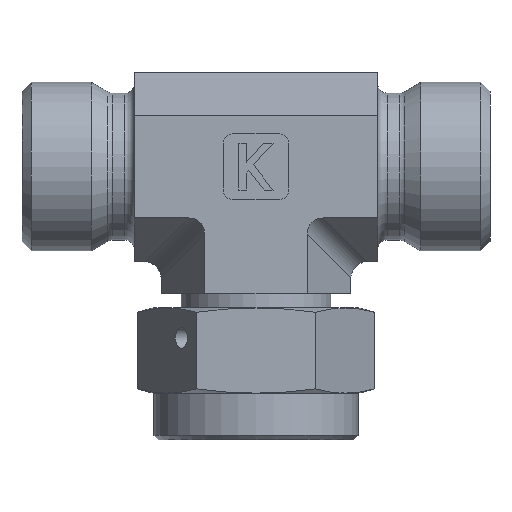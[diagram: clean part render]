
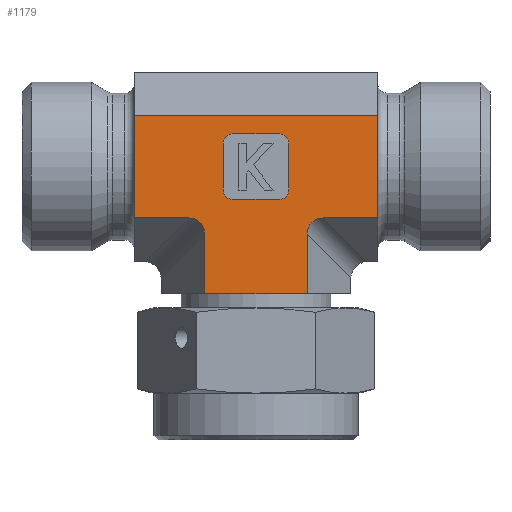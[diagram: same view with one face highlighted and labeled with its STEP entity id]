
A CAD part, left-side view. The second image highlights one B-rep face of the part: STEP entity #1179.
In plain terms, the highlighted planar face has unit normal (-1, 0, 0).
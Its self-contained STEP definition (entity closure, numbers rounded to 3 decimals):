
#506=CARTESIAN_POINT('',(-28.485,15.029,3.9));
#507=VERTEX_POINT('',#506);
#508=CARTESIAN_POINT('',(-28.485,4.059,3.9));
#509=VERTEX_POINT('',#508);
#510=CARTESIAN_POINT('',(-28.485,15.029,3.9));
#511=DIRECTION('',(0.0,-1.0,0.0));
#512=VECTOR('',#511,10.97);
#513=LINE('',#510,#512);
#514=EDGE_CURVE('',#507,#509,#513,.T.);
#720=CARTESIAN_POINT('',(-28.485,15.029,10.283));
#721=VERTEX_POINT('',#720);
#722=CARTESIAN_POINT('',(-28.485,15.029,3.9));
#723=DIRECTION('',(0.0,0.0,1.0));
#724=VECTOR('',#723,6.383);
#725=LINE('',#722,#724);
#726=EDGE_CURVE('',#507,#721,#725,.T.);
#960=CARTESIAN_POINT('',(-28.485,22.544,12.015));
#961=VERTEX_POINT('',#960);
#970=CARTESIAN_POINT('',(-28.485,22.544,22.985));
#971=VERTEX_POINT('',#970);
#972=CARTESIAN_POINT('',(-28.485,22.544,22.985));
#973=DIRECTION('',(0.0,0.0,-1.0));
#974=VECTOR('',#973,10.97);
#975=LINE('',#972,#974);
#976=EDGE_CURVE('',#971,#961,#975,.T.);
#1027=CARTESIAN_POINT('',(-28.485,-3.456,22.985));
#1028=VERTEX_POINT('',#1027);
#1029=CARTESIAN_POINT('',(-28.485,22.544,22.985));
#1030=DIRECTION('',(0.0,-1.0,0.0));
#1031=VECTOR('',#1030,26.);
#1032=LINE('',#1029,#1031);
#1033=EDGE_CURVE('',#971,#1028,#1032,.T.);
#1052=CARTESIAN_POINT('',(-28.485,4.059,0.0));
#1053=DIRECTION('',(-1.0,0.0,0.0));
#1054=DIRECTION('',(0.0,0.0,1.0));
#1055=AXIS2_PLACEMENT_3D('',#1052,#1053,#1054);
#1056=PLANE('',#1055);
#1057=ORIENTED_EDGE('',*,*,#514,.T.);
#1058=CARTESIAN_POINT('',(-28.485,4.059,10.283));
#1059=VERTEX_POINT('',#1058);
#1060=CARTESIAN_POINT('',(-28.485,4.059,3.9));
#1061=DIRECTION('',(0.0,0.0,1.0));
#1062=VECTOR('',#1061,6.383);
#1063=LINE('',#1060,#1062);
#1064=EDGE_CURVE('',#509,#1059,#1063,.T.);
#1065=ORIENTED_EDGE('',*,*,#1064,.T.);
#1066=CARTESIAN_POINT('',(-28.485,2.327,12.015));
#1067=VERTEX_POINT('',#1066);
#1068=CARTESIAN_POINT('',(-28.485,1.75,9.706));
#1069=DIRECTION('',(-1.0,0.0,0.0));
#1070=DIRECTION('',(0.0,0.707,0.707));
#1071=AXIS2_PLACEMENT_3D('',#1068,#1069,#1070);
#1072=ELLIPSE('',#1071,2.582,2.0);
#1073=EDGE_CURVE('',#1067,#1059,#1072,.T.);
#1074=ORIENTED_EDGE('',*,*,#1073,.F.);
#1075=CARTESIAN_POINT('',(-28.485,-3.456,12.015));
#1076=VERTEX_POINT('',#1075);
#1077=CARTESIAN_POINT('',(-28.485,2.327,12.015));
#1078=DIRECTION('',(0.0,-1.0,0.0));
#1079=VECTOR('',#1078,5.783);
#1080=LINE('',#1077,#1079);
#1081=EDGE_CURVE('',#1067,#1076,#1080,.T.);
#1082=ORIENTED_EDGE('',*,*,#1081,.T.);
#1083=CARTESIAN_POINT('',(-28.485,-3.456,12.015));
#1084=DIRECTION('',(0.0,0.0,1.0));
#1085=VECTOR('',#1084,10.97);
#1086=LINE('',#1083,#1085);
#1087=EDGE_CURVE('',#1076,#1028,#1086,.T.);
#1088=ORIENTED_EDGE('',*,*,#1087,.T.);
#1089=ORIENTED_EDGE('',*,*,#1033,.F.);
#1090=ORIENTED_EDGE('',*,*,#976,.T.);
#1091=CARTESIAN_POINT('',(-28.485,16.761,12.015));
#1092=VERTEX_POINT('',#1091);
#1093=CARTESIAN_POINT('',(-28.485,16.761,12.015));
#1094=DIRECTION('',(0.0,1.0,0.0));
#1095=VECTOR('',#1094,5.783);
#1096=LINE('',#1093,#1095);
#1097=EDGE_CURVE('',#1092,#961,#1096,.T.);
#1098=ORIENTED_EDGE('',*,*,#1097,.F.);
#1099=CARTESIAN_POINT('',(-28.485,17.338,9.706));
#1100=DIRECTION('',(-1.0,0.0,0.0));
#1101=DIRECTION('',(0.0,-0.707,0.707));
#1102=AXIS2_PLACEMENT_3D('',#1099,#1100,#1101);
#1103=ELLIPSE('',#1102,2.582,2.0);
#1104=EDGE_CURVE('',#721,#1092,#1103,.T.);
#1105=ORIENTED_EDGE('',*,*,#1104,.F.);
#1106=ORIENTED_EDGE('',*,*,#726,.F.);
#1107=EDGE_LOOP('',(#1057,#1065,#1074,#1082,#1088,#1089,#1090,#1098,#1105,#1106));
#1108=FACE_OUTER_BOUND('',#1107,.T.);
#1109=CARTESIAN_POINT('',(-28.485,7.044,14.));
#1110=VERTEX_POINT('',#1109);
#1111=CARTESIAN_POINT('',(-28.485,12.044,14.));
#1112=VERTEX_POINT('',#1111);
#1113=CARTESIAN_POINT('',(-28.485,7.044,14.));
#1114=DIRECTION('',(0.0,1.0,0.0));
#1115=VECTOR('',#1114,5.);
#1116=LINE('',#1113,#1115);
#1117=EDGE_CURVE('',#1110,#1112,#1116,.T.);
#1118=ORIENTED_EDGE('',*,*,#1117,.T.);
#1119=CARTESIAN_POINT('',(-28.485,13.044,15.));
#1120=VERTEX_POINT('',#1119);
#1121=CARTESIAN_POINT('',(-28.485,12.044,15.));
#1122=DIRECTION('',(-1.0,0.0,0.0));
#1123=DIRECTION('',(0.0,0.707,-0.707));
#1124=AXIS2_PLACEMENT_3D('',#1121,#1122,#1123);
#1125=CIRCLE('',#1124,1.0);
#1126=EDGE_CURVE('',#1120,#1112,#1125,.T.);
#1127=ORIENTED_EDGE('',*,*,#1126,.F.);
#1128=CARTESIAN_POINT('',(-28.485,13.044,20.));
#1129=VERTEX_POINT('',#1128);
#1130=CARTESIAN_POINT('',(-28.485,13.044,15.));
#1131=DIRECTION('',(0.0,0.0,1.0));
#1132=VECTOR('',#1131,5.);
#1133=LINE('',#1130,#1132);
#1134=EDGE_CURVE('',#1120,#1129,#1133,.T.);
#1135=ORIENTED_EDGE('',*,*,#1134,.T.);
#1136=CARTESIAN_POINT('',(-28.485,12.044,21.0));
#1137=VERTEX_POINT('',#1136);
#1138=CARTESIAN_POINT('',(-28.485,12.044,20.));
#1139=DIRECTION('',(-1.0,0.0,0.0));
#1140=DIRECTION('',(0.0,0.707,0.707));
#1141=AXIS2_PLACEMENT_3D('',#1138,#1139,#1140);
#1142=CIRCLE('',#1141,1.0);
#1143=EDGE_CURVE('',#1137,#1129,#1142,.T.);
#1144=ORIENTED_EDGE('',*,*,#1143,.F.);
#1145=CARTESIAN_POINT('',(-28.485,7.044,21.0));
#1146=VERTEX_POINT('',#1145);
#1147=CARTESIAN_POINT('',(-28.485,12.044,21.0));
#1148=DIRECTION('',(0.0,-1.0,0.0));
#1149=VECTOR('',#1148,5.);
#1150=LINE('',#1147,#1149);
#1151=EDGE_CURVE('',#1137,#1146,#1150,.T.);
#1152=ORIENTED_EDGE('',*,*,#1151,.T.);
#1153=CARTESIAN_POINT('',(-28.485,6.044,20.0));
#1154=VERTEX_POINT('',#1153);
#1155=CARTESIAN_POINT('',(-28.485,7.044,20.0));
#1156=DIRECTION('',(-1.0,0.0,0.0));
#1157=DIRECTION('',(0.0,-0.707,0.707));
#1158=AXIS2_PLACEMENT_3D('',#1155,#1156,#1157);
#1159=CIRCLE('',#1158,1.0);
#1160=EDGE_CURVE('',#1154,#1146,#1159,.T.);
#1161=ORIENTED_EDGE('',*,*,#1160,.F.);
#1162=CARTESIAN_POINT('',(-28.485,6.044,15.));
#1163=VERTEX_POINT('',#1162);
#1164=CARTESIAN_POINT('',(-28.485,6.044,20.0));
#1165=DIRECTION('',(0.0,0.0,-1.0));
#1166=VECTOR('',#1165,5.);
#1167=LINE('',#1164,#1166);
#1168=EDGE_CURVE('',#1154,#1163,#1167,.T.);
#1169=ORIENTED_EDGE('',*,*,#1168,.T.);
#1170=CARTESIAN_POINT('',(-28.485,7.044,15.));
#1171=DIRECTION('',(-1.0,0.0,0.0));
#1172=DIRECTION('',(0.0,-0.707,-0.707));
#1173=AXIS2_PLACEMENT_3D('',#1170,#1171,#1172);
#1174=CIRCLE('',#1173,1.0);
#1175=EDGE_CURVE('',#1110,#1163,#1174,.T.);
#1176=ORIENTED_EDGE('',*,*,#1175,.F.);
#1177=EDGE_LOOP('',(#1118,#1127,#1135,#1144,#1152,#1161,#1169,#1176));
#1178=FACE_BOUND('',#1177,.T.);
#1179=ADVANCED_FACE('',(#1108,#1178),#1056,.T.);
